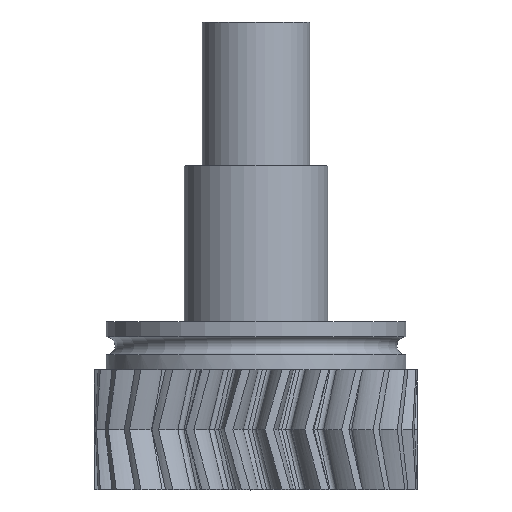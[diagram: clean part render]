
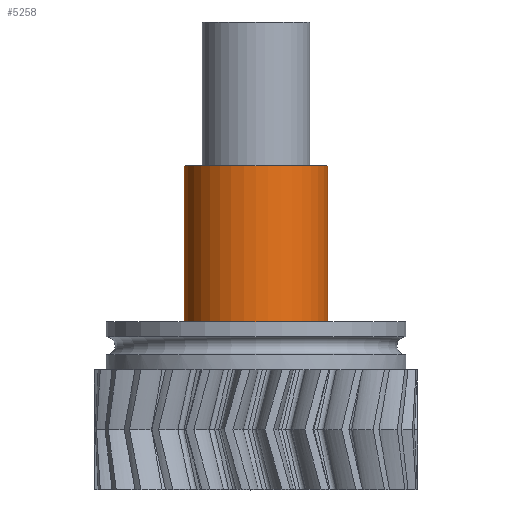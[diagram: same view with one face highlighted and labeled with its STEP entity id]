
A CAD part, top view. The second image highlights one B-rep face of the part: STEP entity #5258.
In plain terms, the highlighted cylindrical face has radius 6 mm (diameter 12 mm), a full revolution.
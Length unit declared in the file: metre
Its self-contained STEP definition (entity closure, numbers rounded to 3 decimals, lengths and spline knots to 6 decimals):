
#599=CYLINDRICAL_SURFACE('',#5741,0.006);
#906=CIRCLE('',#5686,0.006);
#933=CIRCLE('',#5742,0.006);
#2599=ORIENTED_EDGE('',*,*,#3449,.F.);
#2600=ORIENTED_EDGE('',*,*,#3422,.T.);
#3422=EDGE_CURVE('',#3962,#3962,#906,.F.);
#3449=EDGE_CURVE('',#3964,#3964,#933,.T.);
#3962=VERTEX_POINT('',#26323);
#3964=VERTEX_POINT('',#26381);
#4509=EDGE_LOOP('',(#2599));
#4510=EDGE_LOOP('',(#2600));
#4858=FACE_BOUND('',#4509,.T.);
#4859=FACE_BOUND('',#4510,.T.);
#5258=ADVANCED_FACE('',(#4858,#4859),#599,.T.);
#5686=AXIS2_PLACEMENT_3D('',#26322,#6571,#6572);
#5741=AXIS2_PLACEMENT_3D('',#26379,#6681,#6682);
#5742=AXIS2_PLACEMENT_3D('',#26380,#6683,#6684);
#6571=DIRECTION('',(0.,-1.,0.));
#6572=DIRECTION('',(0.,0.,-1.));
#6681=DIRECTION('',(0.,-1.,0.));
#6682=DIRECTION('',(0.,0.,-1.));
#6683=DIRECTION('',(0.,1.,0.));
#6684=DIRECTION('',(0.,0.,1.));
#26322=CARTESIAN_POINT('',(0.,0.003991,0.));
#26323=CARTESIAN_POINT('',(0.,0.003991,-0.006));
#26379=CARTESIAN_POINT('',(0.,0.016991,0.));
#26380=CARTESIAN_POINT('',(0.,0.016991,0.));
#26381=CARTESIAN_POINT('',(0.,0.016991,0.006));
